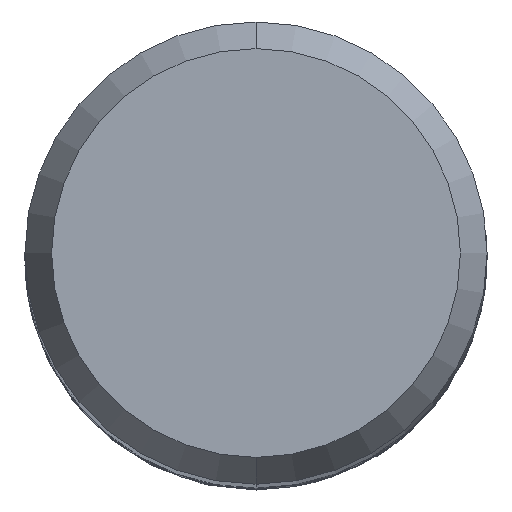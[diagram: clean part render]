
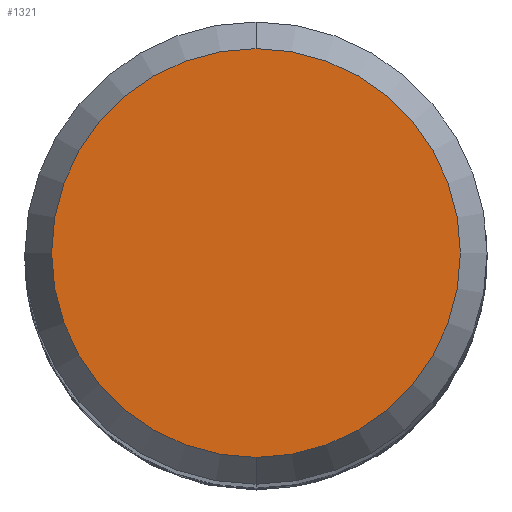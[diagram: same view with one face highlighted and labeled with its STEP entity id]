
A CAD part, top view. The second image highlights one B-rep face of the part: STEP entity #1321.
In plain terms, the highlighted planar face has unit normal (0, 0, 1).
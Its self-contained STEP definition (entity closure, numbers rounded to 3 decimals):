
#507=EDGE_CURVE('',#1169,#1325,#1448,.T.);
#1101=EDGE_CURVE('',#1325,#1169,#2095,.T.);
#1169=VERTEX_POINT('',#2168);
#1321=ADVANCED_FACE('',(#2336),#2337,.T.);
#1325=VERTEX_POINT('',#2341);
#1448=CIRCLE('',#2677,3.538);
#2095=CIRCLE('',#8051,3.538);
#2168=CARTESIAN_POINT('',(0.0,3.538,0.0));
#2336=FACE_OUTER_BOUND('',#10353,.T.);
#2337=PLANE('',#10354);
#2341=CARTESIAN_POINT('',(0.,-3.538,0.0));
#2677=AXIS2_PLACEMENT_3D('',#10642,#10643,#10644);
#8051=AXIS2_PLACEMENT_3D('',#11281,#11282,#11283);
#10353=EDGE_LOOP('',(#11558,#11559));
#10354=AXIS2_PLACEMENT_3D('',#11560,#11561,#11562);
#10642=CARTESIAN_POINT('',(0.0,0.0,0.0));
#10643=DIRECTION('',(0.0,0.0,-1.0));
#10644=DIRECTION('',(0.0,1.0,0.0));
#11281=CARTESIAN_POINT('',(0.0,0.0,0.0));
#11282=DIRECTION('',(0.0,0.0,-1.0));
#11283=DIRECTION('',(0.0,1.0,0.0));
#11558=ORIENTED_EDGE('',*,*,#507,.F.);
#11559=ORIENTED_EDGE('',*,*,#1101,.F.);
#11560=CARTESIAN_POINT('',(0.0,1.769,0.0));
#11561=DIRECTION('',(-0.0,0.0,1.0));
#11562=DIRECTION('',(0.0,-1.0,0.0));
